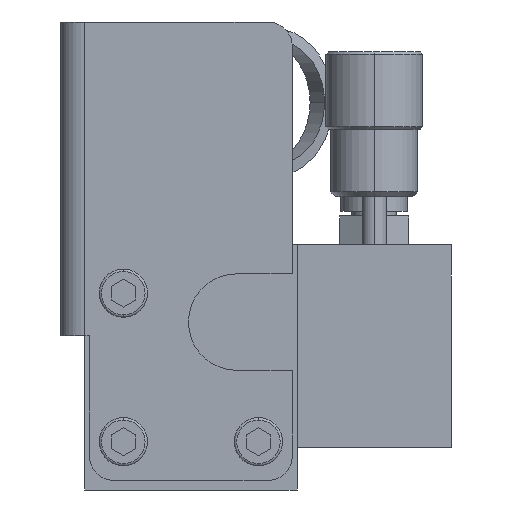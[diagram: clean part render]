
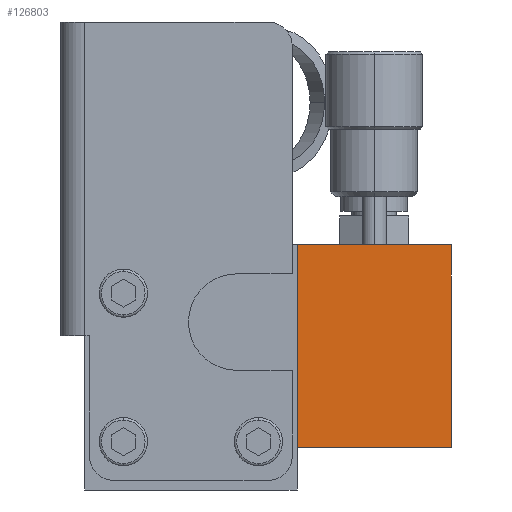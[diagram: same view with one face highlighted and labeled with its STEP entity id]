
A CAD part, left-side view. The second image highlights one B-rep face of the part: STEP entity #126803.
In plain terms, the highlighted planar face has unit normal (-1, 0, 0).
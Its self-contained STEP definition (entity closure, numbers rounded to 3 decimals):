
#881 = CARTESIAN_POINT ( 'NONE',  ( -260.5, -76., 8.8 ) ) ;
#13622 = CARTESIAN_POINT ( 'NONE',  ( -260.5, -44., 8.8 ) ) ;
#17575 = FACE_OUTER_BOUND ( 'NONE', #114197, .T. ) ;
#19109 = LINE ( 'NONE', #881, #85485 ) ;
#19975 = DIRECTION ( 'NONE',  ( 0., 0., -1. ) ) ;
#30447 = ORIENTED_EDGE ( 'NONE', *, *, #83765, .F. ) ;
#30825 = DIRECTION ( 'NONE',  ( 0., 0., -1. ) ) ;
#30946 = VERTEX_POINT ( 'NONE', #33083 ) ;
#31209 = CARTESIAN_POINT ( 'NONE',  ( -260.5, -76., 50.8 ) ) ;
#33083 = CARTESIAN_POINT ( 'NONE',  ( -260.5, -76., 8.8 ) ) ;
#36804 = ORIENTED_EDGE ( 'NONE', *, *, #130702, .T. ) ;
#38545 = EDGE_CURVE ( 'NONE', #142622, #30946, #95434, .T. ) ;
#38765 = CARTESIAN_POINT ( 'NONE',  ( -260.5, -44., 50.8 ) ) ;
#40056 = AXIS2_PLACEMENT_3D ( 'NONE', #44109, #136815, #57433 ) ;
#44109 = CARTESIAN_POINT ( 'NONE',  ( -260.5, -76., 50.8 ) ) ;
#44301 = LINE ( 'NONE', #112704, #79623 ) ;
#57433 = DIRECTION ( 'NONE',  ( 0., 0., -1. ) ) ;
#72667 = LINE ( 'NONE', #127502, #103862 ) ;
#79623 = VECTOR ( 'NONE', #19975, 1000. ) ;
#80287 = DIRECTION ( 'NONE',  ( 0., 1., 0. ) ) ;
#83765 = EDGE_CURVE ( 'NONE', #30946, #104625, #19109, .T. ) ;
#85485 = VECTOR ( 'NONE', #80287, 1000. ) ;
#95434 = LINE ( 'NONE', #97008, #99562 ) ;
#97008 = CARTESIAN_POINT ( 'NONE',  ( -260.5, -76., 50.8 ) ) ;
#99562 = VECTOR ( 'NONE', #30825, 1000. ) ;
#103862 = VECTOR ( 'NONE', #113593, 1000. ) ;
#104041 = EDGE_CURVE ( 'NONE', #148140, #104625, #44301, .T. ) ;
#104625 = VERTEX_POINT ( 'NONE', #13622 ) ;
#112704 = CARTESIAN_POINT ( 'NONE',  ( -260.5, -44., 50.8 ) ) ;
#113593 = DIRECTION ( 'NONE',  ( 0., 1., 0. ) ) ;
#114197 = EDGE_LOOP ( 'NONE', ( #132156, #30447, #125934, #36804 ) ) ;
#125934 = ORIENTED_EDGE ( 'NONE', *, *, #38545, .F. ) ;
#126803 = ADVANCED_FACE ( 'NONE', ( #17575 ), #162945, .F. ) ;
#127502 = CARTESIAN_POINT ( 'NONE',  ( -260.5, -76., 50.8 ) ) ;
#130702 = EDGE_CURVE ( 'NONE', #142622, #148140, #72667, .T. ) ;
#132156 = ORIENTED_EDGE ( 'NONE', *, *, #104041, .T. ) ;
#136815 = DIRECTION ( 'NONE',  ( 1., 0., 0. ) ) ;
#142622 = VERTEX_POINT ( 'NONE', #31209 ) ;
#148140 = VERTEX_POINT ( 'NONE', #38765 ) ;
#162945 = PLANE ( 'NONE',  #40056 ) ;
